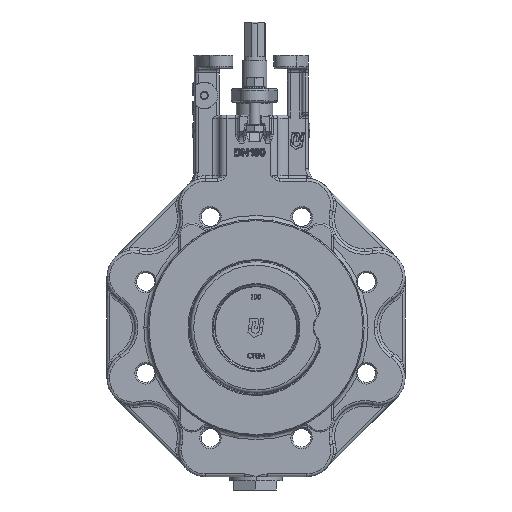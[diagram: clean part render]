
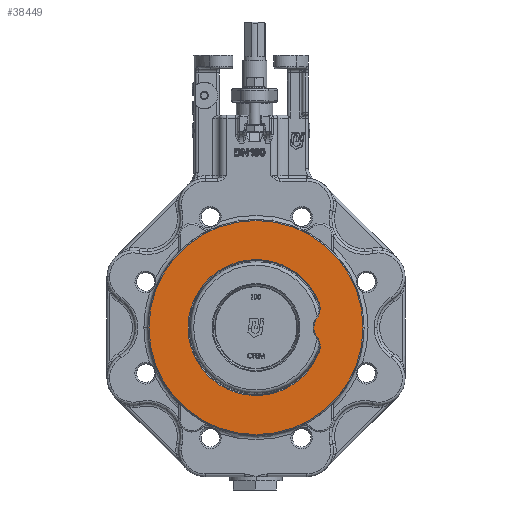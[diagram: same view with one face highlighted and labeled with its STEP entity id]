
A CAD part, front view. The second image highlights one B-rep face of the part: STEP entity #38449.
In plain terms, the highlighted planar face has unit normal (0, -1, 0).
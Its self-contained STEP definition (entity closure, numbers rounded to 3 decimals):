
#38351=CARTESIAN_POINT('',(0.,-28.,37.967));
#38352=DIRECTION('',(0.,1.,-0.));
#38353=DIRECTION('',(0.,0.,1.));
#38354=AXIS2_PLACEMENT_3D('',#38351,#38352,#38353);
#38355=PLANE('',#38354);
#38356=CARTESIAN_POINT('',(-0.,-28.,80.707));
#38357=VERTEX_POINT('',#38356);
#38358=CARTESIAN_POINT('',(0.,-28.,0.));
#38359=DIRECTION('',(-0.,-1.,0.));
#38360=DIRECTION('',(0.,0.,1.));
#38361=AXIS2_PLACEMENT_3D('',#38358,#38359,#38360);
#38362=CIRCLE('',#38361,80.707);
#38363=EDGE_CURVE('',#38357,#38357,#38362,.T.);
#38364=ORIENTED_EDGE('',*,*,#38363,.T.);
#38365=EDGE_LOOP('',(#38364));
#38366=FACE_BOUND('',#38365,.T.);
#38367=CARTESIAN_POINT('',(45.915,-28.,-6.753));
#38368=VERTEX_POINT('',#38367);
#38369=CARTESIAN_POINT('',(47.51,-28.,-19.034));
#38370=VERTEX_POINT('',#38369);
#38371=CARTESIAN_POINT('',(45.915,-28.,-6.753));
#38372=CARTESIAN_POINT('',(46.885,-28.,-8.035));
#38373=CARTESIAN_POINT('',(47.498,-28.,-9.566));
#38374=CARTESIAN_POINT('',(48.098,-28.,-11.066));
#38375=CARTESIAN_POINT('',(48.309,-28.,-12.687));
#38376=CARTESIAN_POINT('',(48.519,-28.,-14.307));
#38377=CARTESIAN_POINT('',(48.321,-28.,-15.911));
#38378=CARTESIAN_POINT('',(48.12,-28.,-17.547));
#38379=CARTESIAN_POINT('',(47.51,-28.,-19.034));
#38380=B_SPLINE_CURVE_WITH_KNOTS('',2,(#38371,#38372,#38373,#38374,#38375,#38376,#38377,#38378,#38379),.UNSPECIFIED.,.F.,.F.,(3,2,2,2,3),(0.,0.25,0.5,0.75,1.),.UNSPECIFIED.);
#38381=EDGE_CURVE('',#38368,#38370,#38380,.T.);
#38382=ORIENTED_EDGE('',*,*,#38381,.T.);
#38383=CARTESIAN_POINT('',(47.51,-28.,19.034));
#38384=VERTEX_POINT('',#38383);
#38385=CARTESIAN_POINT('',(47.51,-28.,-19.034));
#38386=CARTESIAN_POINT('',(44.174,-28.,-27.335));
#38387=CARTESIAN_POINT('',(38.27,-28.,-33.983));
#38388=CARTESIAN_POINT('',(32.348,-28.,-40.652));
#38389=CARTESIAN_POINT('',(24.519,-28.,-44.925));
#38390=CARTESIAN_POINT('',(16.689,-28.,-49.199));
#38391=CARTESIAN_POINT('',(7.877,-28.,-50.571));
#38392=CARTESIAN_POINT('',(-0.939,-28.,-51.943));
#38393=CARTESIAN_POINT('',(-9.693,-28.,-50.254));
#38394=CARTESIAN_POINT('',(-18.455,-28.,-48.564));
#38395=CARTESIAN_POINT('',(-26.12,-28.,-44.014));
#38396=CARTESIAN_POINT('',(-33.797,-28.,-39.456));
#38397=CARTESIAN_POINT('',(-39.467,-28.,-32.585));
#38398=CARTESIAN_POINT('',(-45.151,-28.,-25.698));
#38399=CARTESIAN_POINT('',(-48.162,-28.,-17.316));
#38400=CARTESIAN_POINT('',(-51.181,-28.,-8.912));
#38401=CARTESIAN_POINT('',(-51.18,-28.,-0.006));
#38402=CARTESIAN_POINT('',(-51.18,-28.,8.926));
#38403=CARTESIAN_POINT('',(-48.167,-28.,17.304));
#38404=CARTESIAN_POINT('',(-45.143,-28.,25.712));
#38405=CARTESIAN_POINT('',(-39.476,-28.,32.574));
#38406=CARTESIAN_POINT('',(-33.786,-28.,39.464));
#38407=CARTESIAN_POINT('',(-26.135,-28.,44.005));
#38408=CARTESIAN_POINT('',(-18.451,-28.,48.564));
#38409=CARTESIAN_POINT('',(-9.713,-28.,50.25));
#38410=CARTESIAN_POINT('',(-0.94,-28.,51.943));
#38411=CARTESIAN_POINT('',(7.852,-28.,50.574));
#38412=CARTESIAN_POINT('',(16.682,-28.,49.2));
#38413=CARTESIAN_POINT('',(24.493,-28.,44.939));
#38414=CARTESIAN_POINT('',(32.332,-28.,40.663));
#38415=CARTESIAN_POINT('',(38.247,-28.,34.009));
#38416=CARTESIAN_POINT('',(44.19,-28.,27.323));
#38417=CARTESIAN_POINT('',(47.51,-28.,19.034));
#38418=B_SPLINE_CURVE_WITH_KNOTS('',2,(#38385,#38386,#38387,#38388,#38389,#38390,#38391,#38392,#38393,#38394,#38395,#38396,#38397,#38398,#38399,#38400,#38401,#38402,#38403,#38404,#38405,#38406,#38407,#38408,#38409,#38410,
#38411,#38412,#38413,#38414,#38415,#38416,#38417),.UNSPECIFIED.,.F.,.F.,(3,2,2,2,2,2,2,2,2,2,2,2,2,2,2,2,3),(0.,0.063,0.125,0.188,0.25,0.313,0.375,0.438,0.5,0.563,0.625,0.688,0.75,0.813,0.875,0.938,1.),.UNSPECIFIED.);
#38419=EDGE_CURVE('',#38370,#38384,#38418,.T.);
#38420=ORIENTED_EDGE('',*,*,#38419,.T.);
#38421=CARTESIAN_POINT('',(45.915,-28.,6.753));
#38422=VERTEX_POINT('',#38421);
#38423=CARTESIAN_POINT('',(47.51,-28.,19.034));
#38424=CARTESIAN_POINT('',(48.12,-28.,17.547));
#38425=CARTESIAN_POINT('',(48.321,-28.,15.91));
#38426=CARTESIAN_POINT('',(48.519,-28.,14.307));
#38427=CARTESIAN_POINT('',(48.308,-28.,12.685));
#38428=CARTESIAN_POINT('',(48.098,-28.,11.065));
#38429=CARTESIAN_POINT('',(47.497,-28.,9.564));
#38430=CARTESIAN_POINT('',(46.885,-28.,8.035));
#38431=CARTESIAN_POINT('',(45.915,-28.,6.753));
#38432=B_SPLINE_CURVE_WITH_KNOTS('',2,(#38423,#38424,#38425,#38426,#38427,#38428,#38429,#38430,#38431),.UNSPECIFIED.,.F.,.F.,(3,2,2,2,3),(0.,0.25,0.5,0.75,1.),.UNSPECIFIED.);
#38433=EDGE_CURVE('',#38384,#38422,#38432,.T.);
#38434=ORIENTED_EDGE('',*,*,#38433,.T.);
#38435=CARTESIAN_POINT('',(45.915,-28.,6.753));
#38436=CARTESIAN_POINT('',(44.835,-28.,5.308));
#38437=CARTESIAN_POINT('',(44.257,-28.,3.561));
#38438=CARTESIAN_POINT('',(43.682,-28.,1.821));
#38439=CARTESIAN_POINT('',(43.681,-28.,0.008));
#38440=CARTESIAN_POINT('',(43.679,-28.,-1.805));
#38441=CARTESIAN_POINT('',(44.254,-28.,-3.547));
#38442=CARTESIAN_POINT('',(44.83,-28.,-5.296));
#38443=CARTESIAN_POINT('',(45.915,-28.,-6.753));
#38444=B_SPLINE_CURVE_WITH_KNOTS('',2,(#38435,#38436,#38437,#38438,#38439,#38440,#38441,#38442,#38443),.UNSPECIFIED.,.F.,.F.,(3,2,2,2,3),(0.,0.25,0.5,0.75,1.),.UNSPECIFIED.);
#38445=EDGE_CURVE('',#38422,#38368,#38444,.T.);
#38446=ORIENTED_EDGE('',*,*,#38445,.T.);
#38447=EDGE_LOOP('',(#38382,#38420,#38434,#38446));
#38448=FACE_BOUND('',#38447,.T.);
#38449=ADVANCED_FACE('',(#38366,#38448),#38355,.F.);
